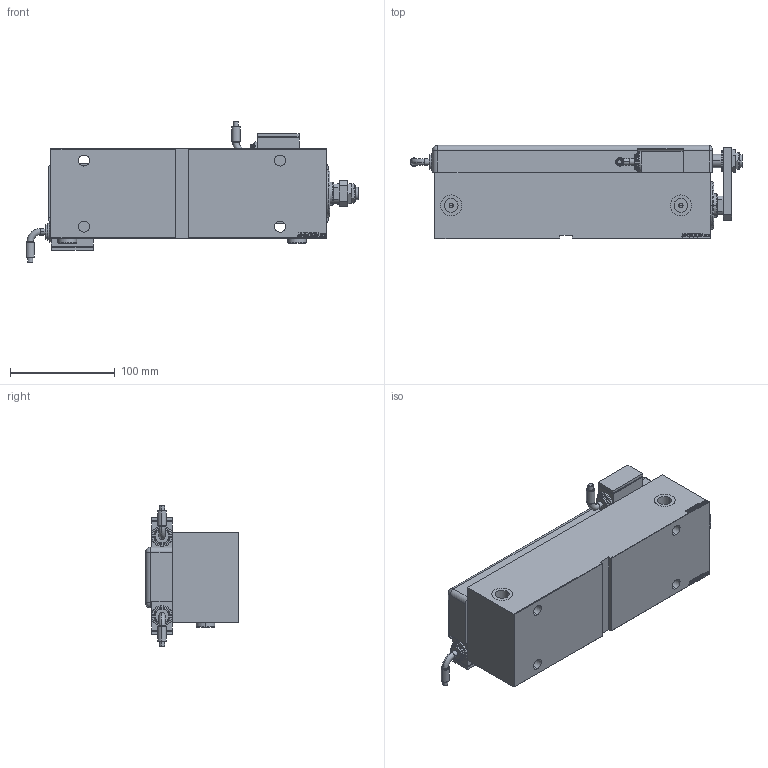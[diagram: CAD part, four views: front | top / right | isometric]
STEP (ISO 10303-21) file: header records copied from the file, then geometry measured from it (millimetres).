
FILE_DESCRIPTION (( 'STEP AP203' ), '1' );
FILE_NAME ('59d0.STEP', '2025-12-11T10:29:05', ( '' ), ( '' ), 'SwSTEP 2.0', 'SolidWorks 2019', '' );
FILE_SCHEMA (( 'CONFIG_CONTROL_DESIGN' ));
Length unit declared in the file: millimetre
Products named in the file (14): V450CM_E_Body d59c023f8f169351f6ec1b7cd8cc1f22; MAGNETIC SWITCH Q d59c023f8f169351f6ec1b7cd8cc1f22; SWITCH_Q_FRONT_BACK d59c023f8f169351f6ec1b7cd8cc1f22; V450CM_VC_B d59c023f8f169351f6ec1b7cd8cc1f22; SWITCH DIM A_G d59c023f8f169351f6ec1b7cd8cc1f22; KRYT d59c023f8f169351f6ec1b7cd8cc1f22; NUT_D13 d59c023f8f169351f6ec1b7cd8cc1f22; ZARAZKA_Q d59c023f8f169351f6ec1b7cd8cc1f22; SWITCH Q d59c023f8f169351f6ec1b7cd8cc1f22; 59d0; Zatka_OIL_PORT d59c023f8f169351f6ec1b7cd8cc1f22; NUT_D19 d59c023f8f169351f6ec1b7cd8cc1f22; TYC d59c023f8f169351f6ec1b7cd8cc1f22; V450CM_E_VCP d59c023f8f169351f6ec1b7cd8cc1f22
Assembly tree (15 placements, depth 3):
  59d0
    V450CM_E_Body d59c023f8f169351f6ec1b7cd8cc1f22
    V450CM_E_VCP d59c023f8f169351f6ec1b7cd8cc1f22
    V450CM_VC_B d59c023f8f169351f6ec1b7cd8cc1f22
    MAGNETIC SWITCH Q d59c023f8f169351f6ec1b7cd8cc1f22
      SWITCH_Q_FRONT_BACK d59c023f8f169351f6ec1b7cd8cc1f22
      TYC d59c023f8f169351f6ec1b7cd8cc1f22
      ZARAZKA_Q d59c023f8f169351f6ec1b7cd8cc1f22
      SWITCH DIM A_G d59c023f8f169351f6ec1b7cd8cc1f22
      NUT_D19 d59c023f8f169351f6ec1b7cd8cc1f22
      NUT_D13 d59c023f8f169351f6ec1b7cd8cc1f22
      KRYT d59c023f8f169351f6ec1b7cd8cc1f22
      SWITCH Q d59c023f8f169351f6ec1b7cd8cc1f22  x2
    Zatka_OIL_PORT d59c023f8f169351f6ec1b7cd8cc1f22  x2
Bounding box: 316.46 x 88.8 x 135.01 mm (x, y, z)
Volume: 1421285.1 mm3; surface area: 260103.4 mm2
Topology: 15 solids, 15 shells, 1324 faces, 3332 edges, 2189 vertices
Faces by surface type: plane 656, bspline 475, cylinder 131, cone 38, torus 22, sphere 2
Entity records: 61633 total; most frequent: CARTESIAN_POINT 32920, ORIENTED_EDGE 6328, DIRECTION 4078, EDGE_CURVE 3164, VERTEX_POINT 2088, VECTOR 1892, LINE 1892, EDGE_LOOP 1428
